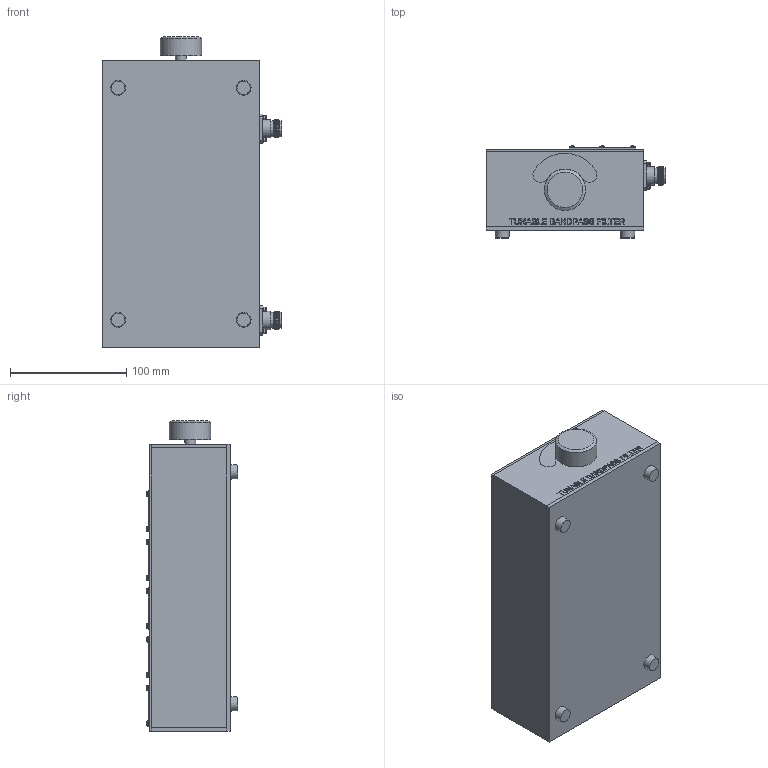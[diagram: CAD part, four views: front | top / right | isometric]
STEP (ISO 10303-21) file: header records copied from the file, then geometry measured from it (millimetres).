
FILE_DESCRIPTION (( 'STEP AP203' ), '1' );
FILE_NAME ('PE8730_3D.step', '2021-08-30T18:02:47', ( '' ), ( '' ), 'SwSTEP 2.0', 'SolidWorks 2021', '' );
FILE_SCHEMA (( 'CONFIG_CONTROL_DESIGN' ));
Products named in the file (1): PE8730_3D
Bounding box: 154.69 x 79.22 x 267.97 mm (x, y, z)
Volume: 2387573.7 mm3; surface area: 130887 mm2
Topology: 1 solids, 1 shells, 1722 faces, 4563 edges, 2986 vertices
Faces by surface type: plane 891, cylinder 442, cone 211, bspline 88, torus 60, sphere 30
Full cylindrical faces by diameter (mm): 1.524 x2, 3.048 x2, 3.658 x8, 3.856 x8, 4.365 x30, 6.985 x2, 9.525 x1, 13.716 x4, 15.875 x2, 35.56 x1
Entity records: 60549 total; most frequent: CARTESIAN_POINT 20741, ORIENTED_EDGE 8770, DIRECTION 7408, EDGE_CURVE 4385, VERTEX_POINT 2961, AXIS2_PLACEMENT_3D 2660, VECTOR 2088, LINE 2088
